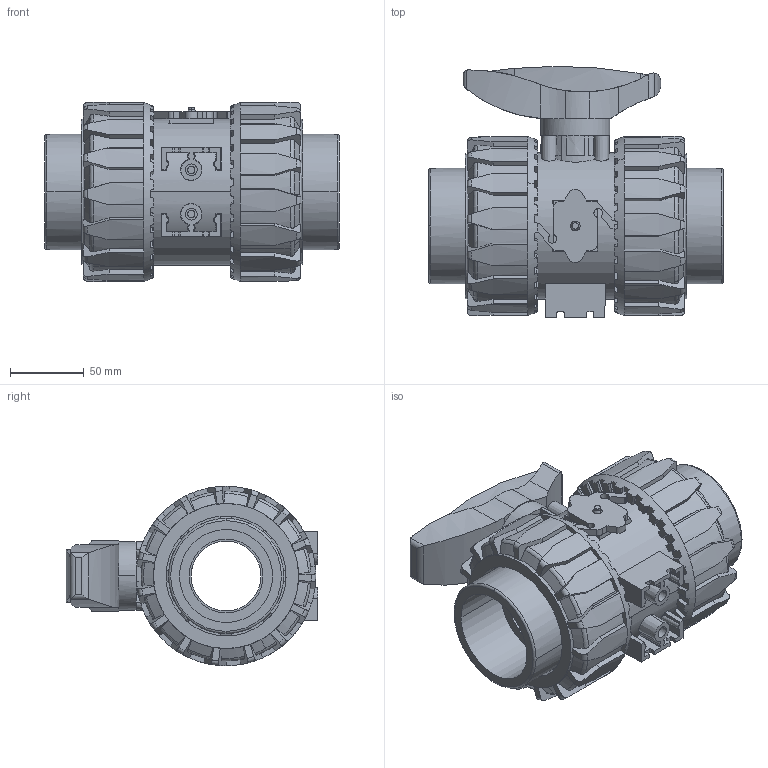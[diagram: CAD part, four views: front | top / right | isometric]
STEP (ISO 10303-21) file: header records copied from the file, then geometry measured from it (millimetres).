
FILE_DESCRIPTION(('STEP AP214'),'1');
FILE_NAME('vkdim063e.stp','2017-12-06T12:11:22',('TraceParts'),('TraceParts S.A.'),'Spatial InterOp 3D',' ',' ');
FILE_SCHEMA(('automotive_design'));
Length unit declared in the file: millimetre
Products named in the file (7): vkdim063e_1; vkdim063e_2; vkdim063e_3; vkdim063e_4; vkdim063e_5; vkdim063e_6; vkdim063e_7
Bounding box: 199.6 x 170.14 x 121.5 mm (x, y, z)
Volume: 1377674.9 mm3; surface area: 254749.4 mm2
Topology: 7 solids, 7 shells, 1115 faces, 3135 edges, 2059 vertices
Faces by surface type: plane 719, cylinder 238, cone 90, torus 68
Entity records: 47099 total; most frequent: CARTESIAN_POINT 8854, DIRECTION 6306, ORIENTED_EDGE 6270, EDGE_CURVE 3135, AXIS2_PLACEMENT_3D 2470, VERTEX_POINT 2059, LINE 1366, VECTOR 1366
